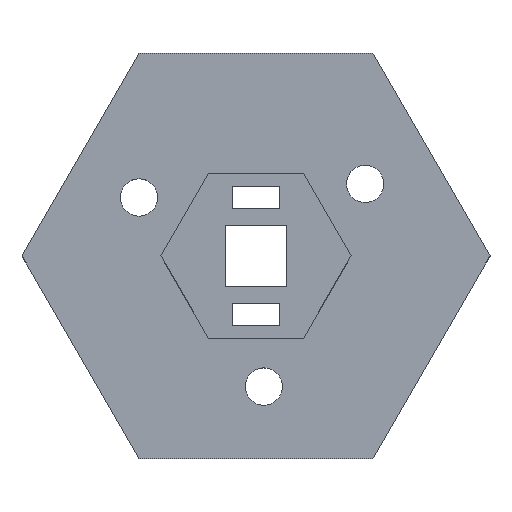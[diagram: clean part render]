
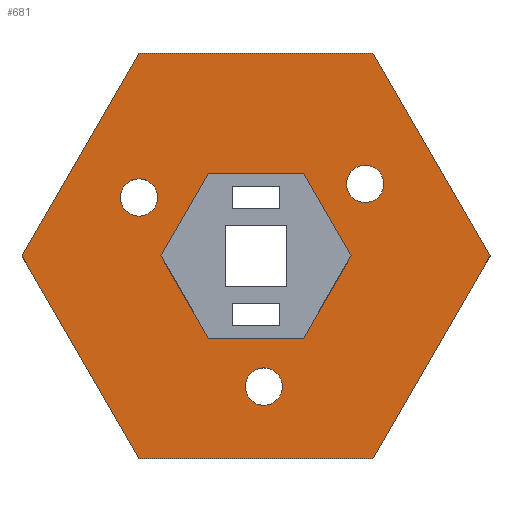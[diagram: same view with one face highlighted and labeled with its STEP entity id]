
A CAD part, top view. The second image highlights one B-rep face of the part: STEP entity #681.
In plain terms, the highlighted planar face has unit normal (0, 0, 1).
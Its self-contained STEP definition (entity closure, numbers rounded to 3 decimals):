
#15=FACE_BOUND('',#107,.T.);
#16=FACE_BOUND('',#108,.T.);
#17=FACE_BOUND('',#109,.T.);
#18=FACE_BOUND('',#110,.T.);
#38=PLANE('',#743);
#72=FACE_OUTER_BOUND('',#106,.T.);
#106=EDGE_LOOP('',(#515,#516,#517,#518,#519,#520));
#107=EDGE_LOOP('',(#521));
#108=EDGE_LOOP('',(#522,#523,#524,#525,#526,#527));
#109=EDGE_LOOP('',(#528));
#110=EDGE_LOOP('',(#529));
#161=LINE('',#995,#240);
#164=LINE('',#1001,#243);
#166=LINE('',#1005,#245);
#167=LINE('',#1007,#246);
#168=LINE('',#1009,#247);
#169=LINE('',#1010,#248);
#170=LINE('',#1013,#249);
#171=LINE('',#1015,#250);
#172=LINE('',#1017,#251);
#173=LINE('',#1019,#252);
#174=LINE('',#1021,#253);
#175=LINE('',#1022,#254);
#240=VECTOR('',#823,10.);
#243=VECTOR('',#828,10.);
#245=VECTOR('',#832,10.);
#246=VECTOR('',#833,10.);
#247=VECTOR('',#834,10.);
#248=VECTOR('',#835,10.);
#249=VECTOR('',#836,10.);
#250=VECTOR('',#837,10.);
#251=VECTOR('',#838,10.);
#252=VECTOR('',#839,10.);
#253=VECTOR('',#840,10.);
#254=VECTOR('',#841,10.);
#319=CIRCLE('',#734,2.55);
#320=CIRCLE('',#736,2.55);
#323=CIRCLE('',#740,2.55);
#333=VERTEX_POINT('',#973);
#334=VERTEX_POINT('',#977);
#337=VERTEX_POINT('',#985);
#340=VERTEX_POINT('',#992);
#341=VERTEX_POINT('',#994);
#343=VERTEX_POINT('',#1000);
#344=VERTEX_POINT('',#1004);
#345=VERTEX_POINT('',#1006);
#346=VERTEX_POINT('',#1008);
#347=VERTEX_POINT('',#1011);
#348=VERTEX_POINT('',#1012);
#349=VERTEX_POINT('',#1014);
#350=VERTEX_POINT('',#1016);
#351=VERTEX_POINT('',#1018);
#352=VERTEX_POINT('',#1020);
#400=EDGE_CURVE('',#333,#333,#319,.T.);
#401=EDGE_CURVE('',#334,#334,#320,.T.);
#406=EDGE_CURVE('',#337,#337,#323,.T.);
#409=EDGE_CURVE('',#341,#340,#161,.T.);
#412=EDGE_CURVE('',#343,#341,#164,.T.);
#414=EDGE_CURVE('',#343,#344,#166,.T.);
#415=EDGE_CURVE('',#345,#340,#167,.T.);
#416=EDGE_CURVE('',#346,#345,#168,.T.);
#417=EDGE_CURVE('',#344,#346,#169,.T.);
#418=EDGE_CURVE('',#347,#348,#170,.T.);
#419=EDGE_CURVE('',#349,#347,#171,.T.);
#420=EDGE_CURVE('',#350,#349,#172,.T.);
#421=EDGE_CURVE('',#351,#350,#173,.T.);
#422=EDGE_CURVE('',#352,#351,#174,.T.);
#423=EDGE_CURVE('',#348,#352,#175,.T.);
#515=ORIENTED_EDGE('',*,*,#414,.F.);
#516=ORIENTED_EDGE('',*,*,#412,.T.);
#517=ORIENTED_EDGE('',*,*,#409,.T.);
#518=ORIENTED_EDGE('',*,*,#415,.F.);
#519=ORIENTED_EDGE('',*,*,#416,.F.);
#520=ORIENTED_EDGE('',*,*,#417,.F.);
#521=ORIENTED_EDGE('',*,*,#406,.T.);
#522=ORIENTED_EDGE('',*,*,#418,.F.);
#523=ORIENTED_EDGE('',*,*,#419,.F.);
#524=ORIENTED_EDGE('',*,*,#420,.F.);
#525=ORIENTED_EDGE('',*,*,#421,.F.);
#526=ORIENTED_EDGE('',*,*,#422,.F.);
#527=ORIENTED_EDGE('',*,*,#423,.F.);
#528=ORIENTED_EDGE('',*,*,#401,.T.);
#529=ORIENTED_EDGE('',*,*,#400,.T.);
#681=ADVANCED_FACE('',(#72,#15,#16,#17,#18),#38,.T.);
#734=AXIS2_PLACEMENT_3D('',#975,#803,#804);
#736=AXIS2_PLACEMENT_3D('',#978,#807,#808);
#740=AXIS2_PLACEMENT_3D('',#987,#817,#818);
#743=AXIS2_PLACEMENT_3D('',#1003,#830,#831);
#803=DIRECTION('center_axis',(0.,0.,-1.));
#804=DIRECTION('ref_axis',(-1.,0.,0.));
#807=DIRECTION('center_axis',(0.,0.,-1.));
#808=DIRECTION('ref_axis',(1.,0.,0.));
#817=DIRECTION('center_axis',(0.,0.,-1.));
#818=DIRECTION('ref_axis',(-1.,0.,0.));
#823=DIRECTION('',(0.5,0.866,0.));
#828=DIRECTION('',(1.,0.,0.));
#830=DIRECTION('center_axis',(0.,0.,1.));
#831=DIRECTION('ref_axis',(1.,0.,0.));
#832=DIRECTION('',(-0.5,0.866,0.));
#833=DIRECTION('',(0.5,-0.866,0.));
#834=DIRECTION('',(1.,0.,0.));
#835=DIRECTION('',(0.5,0.866,0.));
#836=DIRECTION('',(-0.5,-0.866,0.));
#837=DIRECTION('',(-1.,0.,0.));
#838=DIRECTION('',(-0.5,0.866,0.));
#839=DIRECTION('',(0.5,0.866,0.));
#840=DIRECTION('',(1.,0.,0.));
#841=DIRECTION('',(0.5,-0.866,0.));
#973=CARTESIAN_POINT('',(17.478,9.856,4.));
#975=CARTESIAN_POINT('Origin',(14.928,9.856,4.));
#977=CARTESIAN_POINT('',(-1.478,-17.856,4.));
#978=CARTESIAN_POINT('Origin',(1.072,-17.856,4.));
#985=CARTESIAN_POINT('',(-13.45,8.,4.));
#987=CARTESIAN_POINT('Origin',(-16.,8.,4.));
#992=CARTESIAN_POINT('',(32.,0.,4.));
#994=CARTESIAN_POINT('',(16.,-27.713,4.));
#995=CARTESIAN_POINT('',(24.,-13.856,4.));
#1000=CARTESIAN_POINT('',(-16.,-27.713,4.));
#1001=CARTESIAN_POINT('',(0.,-27.713,4.));
#1003=CARTESIAN_POINT('Origin',(0.,0.,
4.));
#1004=CARTESIAN_POINT('',(-32.,0.,4.));
#1005=CARTESIAN_POINT('',(-24.,-13.856,4.));
#1006=CARTESIAN_POINT('',(16.,27.713,4.));
#1007=CARTESIAN_POINT('',(24.,13.856,4.));
#1008=CARTESIAN_POINT('',(-16.,27.713,4.));
#1009=CARTESIAN_POINT('',(0.,27.713,4.));
#1010=CARTESIAN_POINT('',(-24.,13.856,4.));
#1011=CARTESIAN_POINT('',(-6.5,11.258,4.));
#1012=CARTESIAN_POINT('',(-13.,0.,4.));
#1013=CARTESIAN_POINT('',(-9.75,5.629,4.));
#1014=CARTESIAN_POINT('',(6.5,11.258,4.));
#1015=CARTESIAN_POINT('',(0.,11.258,4.));
#1016=CARTESIAN_POINT('',(13.,0.,4.));
#1017=CARTESIAN_POINT('',(9.75,5.629,4.));
#1018=CARTESIAN_POINT('',(6.5,-11.258,4.));
#1019=CARTESIAN_POINT('',(9.75,-5.629,4.));
#1020=CARTESIAN_POINT('',(-6.5,-11.258,4.));
#1021=CARTESIAN_POINT('',(0.,-11.258,4.));
#1022=CARTESIAN_POINT('',(-9.75,-5.629,4.));
